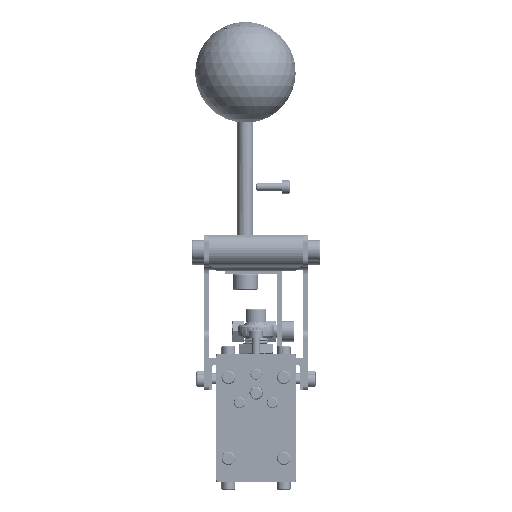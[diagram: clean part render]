
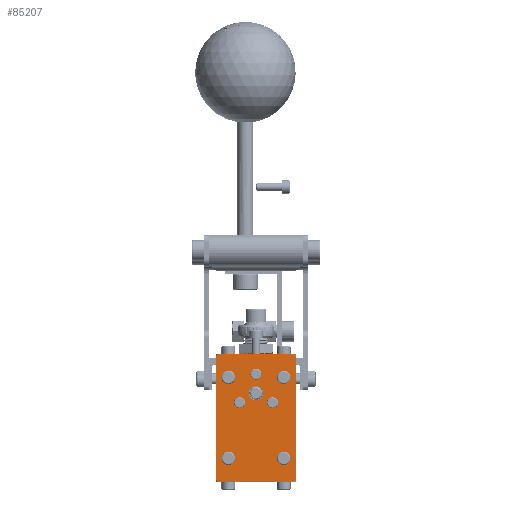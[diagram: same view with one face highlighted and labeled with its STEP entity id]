
A CAD part, left-side view. The second image highlights one B-rep face of the part: STEP entity #85207.
In plain terms, the highlighted planar face has unit normal (-1, 0, 0).
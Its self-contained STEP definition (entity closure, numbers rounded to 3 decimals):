
#84651 = EDGE_CURVE('',#84652,#84654,#84656,.T.);
#84652 = VERTEX_POINT('',#84653);
#84653 = CARTESIAN_POINT('',(-136.948,30.,
    -69.803));
#84654 = VERTEX_POINT('',#84655);
#84655 = CARTESIAN_POINT('',(-136.948,28.,
    -71.803));
#84656 = CIRCLE('',#84657,2.);
#84657 = AXIS2_PLACEMENT_3D('',#84658,#84659,#84660);
#84658 = CARTESIAN_POINT('',(-136.948,30.,
    -71.803));
#84659 = DIRECTION('',(1.,0.,0.));
#84660 = DIRECTION('',(0.,-0.707,
    0.707));
#84703 = VERTEX_POINT('',#84704);
#84704 = CARTESIAN_POINT('',(-136.948,76.,
    -69.803));
#84710 = EDGE_CURVE('',#84703,#84652,#84711,.T.);
#84711 = LINE('',#84712,#84713);
#84712 = CARTESIAN_POINT('',(-136.948,45.696,
    -69.803));
#84713 = VECTOR('',#84714,1.);
#84714 = DIRECTION('',(0.,-1.,0.));
#84871 = EDGE_CURVE('',#84872,#84874,#84876,.T.);
#84872 = VERTEX_POINT('',#84873);
#84873 = CARTESIAN_POINT('',(-136.948,28.,
    -148.803));
#84874 = VERTEX_POINT('',#84875);
#84875 = CARTESIAN_POINT('',(-136.948,30.,
    -150.803));
#84876 = CIRCLE('',#84877,2.);
#84877 = AXIS2_PLACEMENT_3D('',#84878,#84879,#84880);
#84878 = CARTESIAN_POINT('',(-136.948,30.,
    -148.803));
#84879 = DIRECTION('',(1.,0.,0.));
#84880 = DIRECTION('',(0.,-0.707,
    -0.707));
#84904 = EDGE_CURVE('',#84874,#84905,#84907,.T.);
#84905 = VERTEX_POINT('',#84906);
#84906 = CARTESIAN_POINT('',(-136.948,76.,
    -150.803));
#84907 = LINE('',#84908,#84909);
#84908 = CARTESIAN_POINT('',(-136.948,70.696,
    -150.803));
#84909 = VECTOR('',#84910,1.);
#84910 = DIRECTION('',(0.,1.,0.));
#84927 = EDGE_CURVE('',#84905,#84928,#84930,.T.);
#84928 = VERTEX_POINT('',#84929);
#84929 = CARTESIAN_POINT('',(-136.948,78.,
    -148.803));
#84930 = CIRCLE('',#84931,2.);
#84931 = AXIS2_PLACEMENT_3D('',#84932,#84933,#84934);
#84932 = CARTESIAN_POINT('',(-136.948,76.,
    -148.803));
#84933 = DIRECTION('',(1.,0.,0.));
#84934 = DIRECTION('',(0.,0.707,-0.707
    ));
#84952 = EDGE_CURVE('',#84953,#84703,#84955,.T.);
#84953 = VERTEX_POINT('',#84954);
#84954 = CARTESIAN_POINT('',(-136.948,78.,
    -71.803));
#84955 = CIRCLE('',#84956,2.);
#84956 = AXIS2_PLACEMENT_3D('',#84957,#84958,#84959);
#84957 = CARTESIAN_POINT('',(-136.948,76.,
    -71.803));
#84958 = DIRECTION('',(1.,0.,0.));
#84959 = DIRECTION('',(0.,0.707,0.707)
  );
#84978 = VERTEX_POINT('',#84979);
#84979 = CARTESIAN_POINT('',(-136.948,67.9,
    -135.803));
#84985 = EDGE_CURVE('',#84978,#84978,#84986,.T.);
#84986 = CIRCLE('',#84987,2.6);
#84987 = AXIS2_PLACEMENT_3D('',#84988,#84989,#84990);
#84988 = CARTESIAN_POINT('',(-136.948,70.5,
    -135.803));
#84989 = DIRECTION('',(1.,0.,0.));
#84990 = DIRECTION('',(0.,1.,0.));
#85003 = VERTEX_POINT('',#85004);
#85004 = CARTESIAN_POINT('',(-136.948,32.9,
    -135.803));
#85010 = EDGE_CURVE('',#85003,#85003,#85011,.T.);
#85011 = CIRCLE('',#85012,2.6);
#85012 = AXIS2_PLACEMENT_3D('',#85013,#85014,#85015);
#85013 = CARTESIAN_POINT('',(-136.948,35.5,
    -135.803));
#85014 = DIRECTION('',(1.,0.,0.));
#85015 = DIRECTION('',(0.,1.,0.));
#85028 = VERTEX_POINT('',#85029);
#85029 = CARTESIAN_POINT('',(-136.948,67.9,
    -84.803));
#85035 = EDGE_CURVE('',#85028,#85028,#85036,.T.);
#85036 = CIRCLE('',#85037,2.6);
#85037 = AXIS2_PLACEMENT_3D('',#85038,#85039,#85040);
#85038 = CARTESIAN_POINT('',(-136.948,70.5,
    -84.803));
#85039 = DIRECTION('',(1.,0.,0.));
#85040 = DIRECTION('',(0.,1.,0.));
#85053 = VERTEX_POINT('',#85054);
#85054 = CARTESIAN_POINT('',(-136.948,32.9,
    -84.803));
#85060 = EDGE_CURVE('',#85053,#85053,#85061,.T.);
#85061 = CIRCLE('',#85062,2.6);
#85062 = AXIS2_PLACEMENT_3D('',#85063,#85064,#85065);
#85063 = CARTESIAN_POINT('',(-136.948,35.5,
    -84.803));
#85064 = DIRECTION('',(1.,0.,0.));
#85065 = DIRECTION('',(0.,1.,0.));
#85078 = VERTEX_POINT('',#85079);
#85079 = CARTESIAN_POINT('',(-136.948,53.,
    -84.903));
#85085 = EDGE_CURVE('',#85078,#85078,#85086,.T.);
#85086 = CIRCLE('',#85087,2.1);
#85087 = AXIS2_PLACEMENT_3D('',#85088,#85089,#85090);
#85088 = CARTESIAN_POINT('',(-136.948,53.,
    -82.803));
#85089 = DIRECTION('',(1.,0.,0.));
#85090 = DIRECTION('',(0.,0.,1.));
#85103 = VERTEX_POINT('',#85104);
#85104 = CARTESIAN_POINT('',(-136.948,63.392,
    -102.903));
#85110 = EDGE_CURVE('',#85103,#85103,#85111,.T.);
#85111 = CIRCLE('',#85112,2.1);
#85112 = AXIS2_PLACEMENT_3D('',#85113,#85114,#85115);
#85113 = CARTESIAN_POINT('',(-136.948,63.392,
    -100.803));
#85114 = DIRECTION('',(1.,0.,0.));
#85115 = DIRECTION('',(0.,0.,1.));
#85128 = VERTEX_POINT('',#85129);
#85129 = CARTESIAN_POINT('',(-136.948,53.,
    -99.303));
#85135 = EDGE_CURVE('',#85128,#85128,#85136,.T.);
#85136 = CIRCLE('',#85137,4.5);
#85137 = AXIS2_PLACEMENT_3D('',#85138,#85139,#85140);
#85138 = CARTESIAN_POINT('',(-136.948,53.,
    -94.803));
#85139 = DIRECTION('',(1.,0.,0.));
#85140 = DIRECTION('',(0.,0.,1.));
#85153 = VERTEX_POINT('',#85154);
#85154 = CARTESIAN_POINT('',(-136.948,42.608,
    -102.903));
#85160 = EDGE_CURVE('',#85153,#85153,#85161,.T.);
#85161 = CIRCLE('',#85162,2.1);
#85162 = AXIS2_PLACEMENT_3D('',#85163,#85164,#85165);
#85163 = CARTESIAN_POINT('',(-136.948,42.608,
    -100.803));
#85164 = DIRECTION('',(1.,0.,0.));
#85165 = DIRECTION('',(0.,0.,1.));
#85178 = EDGE_CURVE('',#84953,#84928,#85179,.T.);
#85179 = LINE('',#85180,#85181);
#85180 = CARTESIAN_POINT('',(-136.948,78.,
    -72.803));
#85181 = VECTOR('',#85182,1.);
#85182 = DIRECTION('',(0.,0.,-1.));
#85195 = EDGE_CURVE('',#84872,#84654,#85196,.T.);
#85196 = LINE('',#85197,#85198);
#85197 = CARTESIAN_POINT('',(-136.948,28.,
    -147.803));
#85198 = VECTOR('',#85199,1.);
#85199 = DIRECTION('',(0.,0.,1.));
#85207 = ADVANCED_FACE('',(#85208,#85218,#85221,#85224,#85227,#85230,
    #85233,#85236,#85239),#85242,.T.);
#85208 = FACE_BOUND('',#85209,.T.);
#85209 = EDGE_LOOP('',(#85210,#85211,#85212,#85213,#85214,#85215,#85216,
    #85217));
#85210 = ORIENTED_EDGE('',*,*,#84651,.F.);
#85211 = ORIENTED_EDGE('',*,*,#84710,.F.);
#85212 = ORIENTED_EDGE('',*,*,#84952,.F.);
#85213 = ORIENTED_EDGE('',*,*,#85178,.T.);
#85214 = ORIENTED_EDGE('',*,*,#84927,.F.);
#85215 = ORIENTED_EDGE('',*,*,#84904,.F.);
#85216 = ORIENTED_EDGE('',*,*,#84871,.F.);
#85217 = ORIENTED_EDGE('',*,*,#85195,.T.);
#85218 = FACE_BOUND('',#85219,.T.);
#85219 = EDGE_LOOP('',(#85220));
#85220 = ORIENTED_EDGE('',*,*,#84985,.T.);
#85221 = FACE_BOUND('',#85222,.T.);
#85222 = EDGE_LOOP('',(#85223));
#85223 = ORIENTED_EDGE('',*,*,#85010,.T.);
#85224 = FACE_BOUND('',#85225,.T.);
#85225 = EDGE_LOOP('',(#85226));
#85226 = ORIENTED_EDGE('',*,*,#85035,.T.);
#85227 = FACE_BOUND('',#85228,.T.);
#85228 = EDGE_LOOP('',(#85229));
#85229 = ORIENTED_EDGE('',*,*,#85060,.T.);
#85230 = FACE_BOUND('',#85231,.T.);
#85231 = EDGE_LOOP('',(#85232));
#85232 = ORIENTED_EDGE('',*,*,#85085,.T.);
#85233 = FACE_BOUND('',#85234,.T.);
#85234 = EDGE_LOOP('',(#85235));
#85235 = ORIENTED_EDGE('',*,*,#85110,.T.);
#85236 = FACE_BOUND('',#85237,.T.);
#85237 = EDGE_LOOP('',(#85238));
#85238 = ORIENTED_EDGE('',*,*,#85135,.T.);
#85239 = FACE_BOUND('',#85240,.T.);
#85240 = EDGE_LOOP('',(#85241));
#85241 = ORIENTED_EDGE('',*,*,#85160,.T.);
#85242 = PLANE('',#85243);
#85243 = AXIS2_PLACEMENT_3D('',#85244,#85245,#85246);
#85244 = CARTESIAN_POINT('',(-136.948,63.392,
    -100.803));
#85245 = DIRECTION('',(-1.,0.,0.));
#85246 = DIRECTION('',(0.,0.,-1.));
